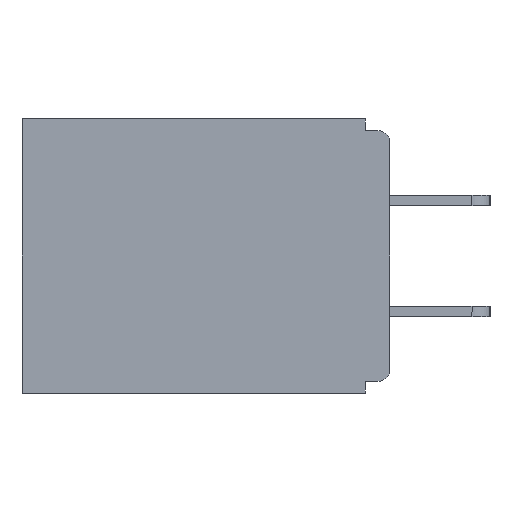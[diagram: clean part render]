
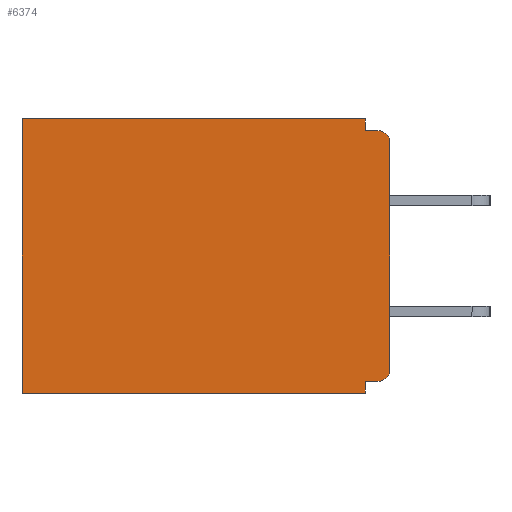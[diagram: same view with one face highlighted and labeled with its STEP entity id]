
A CAD part, left-side view. The second image highlights one B-rep face of the part: STEP entity #6374.
In plain terms, the highlighted planar face has unit normal (-1, 0, 0).
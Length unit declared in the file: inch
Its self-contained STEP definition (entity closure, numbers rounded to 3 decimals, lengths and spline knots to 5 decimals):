
#300 = VERTEX_POINT ( 'NONE', #10991 ) ;
#357 = CARTESIAN_POINT ( 'NONE',  ( 0.298, 0., -0.015 ) ) ;
#427 = LINE ( 'NONE', #357, #21819 ) ;
#492 = ORIENTED_EDGE ( 'NONE', *, *, #4332, .F. ) ;
#1661 = CARTESIAN_POINT ( 'NONE',  ( 0.298, 0.031, -0.328 ) ) ;
#1744 = CARTESIAN_POINT ( 'NONE',  ( 0.298, 0., 0. ) ) ;
#1866 = ORIENTED_EDGE ( 'NONE', *, *, #12239, .T. ) ;
#1985 = VERTEX_POINT ( 'NONE', #13853 ) ;
#2136 = VERTEX_POINT ( 'NONE', #5516 ) ;
#2629 = CARTESIAN_POINT ( 'NONE',  ( 0.298, 0.031, -0.343 ) ) ;
#3186 = CIRCLE ( 'NONE', #7451, 0.015 ) ;
#4225 = CARTESIAN_POINT ( 'NONE',  ( 0.298, 0.015, -0.313 ) ) ;
#4332 = EDGE_CURVE ( 'NONE', #14825, #20111, #5002, .T. ) ;
#4583 = DIRECTION ( 'NONE',  ( 0., 0., -1. ) ) ;
#4619 = CARTESIAN_POINT ( 'NONE',  ( 0.298, 0.46, -0.343 ) ) ;
#5002 = LINE ( 'NONE', #10399, #20374 ) ;
#5347 = LINE ( 'NONE', #11397, #15757 ) ;
#5516 = CARTESIAN_POINT ( 'NONE',  ( 0.298, 0.031, 0. ) ) ;
#6004 = DIRECTION ( 'NONE',  ( 0., 0., -1. ) ) ;
#6200 = DIRECTION ( 'NONE',  ( 0., 0., -1. ) ) ;
#6374 = ADVANCED_FACE ( 'NONE', ( #10838 ), #13295, .F. ) ;
#6514 = DIRECTION ( 'NONE',  ( 0., 1., 0. ) ) ;
#6781 = VERTEX_POINT ( 'NONE', #4619 ) ;
#7029 = LINE ( 'NONE', #12026, #21530 ) ;
#7312 = CARTESIAN_POINT ( 'NONE',  ( 0.298, 0., 0. ) ) ;
#7321 = VERTEX_POINT ( 'NONE', #22716 ) ;
#7416 = EDGE_CURVE ( 'NONE', #23863, #6781, #7029, .T. ) ;
#7451 = AXIS2_PLACEMENT_3D ( 'NONE', #23681, #16274, #18147 ) ;
#7760 = EDGE_CURVE ( 'NONE', #10433, #9943, #427, .T. ) ;
#7793 = AXIS2_PLACEMENT_3D ( 'NONE', #4225, #13286, #18784 ) ;
#8000 = ORIENTED_EDGE ( 'NONE', *, *, #14599, .F. ) ;
#8113 = LINE ( 'NONE', #23194, #12204 ) ;
#8406 = ORIENTED_EDGE ( 'NONE', *, *, #20784, .T. ) ;
#8836 = CIRCLE ( 'NONE', #7793, 0.015 ) ;
#9164 = DIRECTION ( 'NONE',  ( 0., 1., 0. ) ) ;
#9214 = EDGE_CURVE ( 'NONE', #7321, #9943, #3186, .T. ) ;
#9943 = VERTEX_POINT ( 'NONE', #15241 ) ;
#10399 = CARTESIAN_POINT ( 'NONE',  ( 0.298, 0., -0.328 ) ) ;
#10433 = VERTEX_POINT ( 'NONE', #11088 ) ;
#10838 = FACE_OUTER_BOUND ( 'NONE', #20447, .T. ) ;
#10991 = CARTESIAN_POINT ( 'NONE',  ( 0.298, 0.46, 0. ) ) ;
#11088 = CARTESIAN_POINT ( 'NONE',  ( 0.298, 0.031, -0.015 ) ) ;
#11182 = DIRECTION ( 'NONE',  ( 1., 0., 0. ) ) ;
#11397 = CARTESIAN_POINT ( 'NONE',  ( 0.298, 0.46, 0. ) ) ;
#11400 = AXIS2_PLACEMENT_3D ( 'NONE', #16779, #11182, #11412 ) ;
#11412 = DIRECTION ( 'NONE',  ( 0., 0., -1. ) ) ;
#11856 = ORIENTED_EDGE ( 'NONE', *, *, #7416, .F. ) ;
#12026 = CARTESIAN_POINT ( 'NONE',  ( 0.298, 0., -0.343 ) ) ;
#12204 = VECTOR ( 'NONE', #4583, 39.37008 ) ;
#12239 = EDGE_CURVE ( 'NONE', #14825, #1985, #8836, .T. ) ;
#13286 = DIRECTION ( 'NONE',  ( -1., 0., 0. ) ) ;
#13295 = PLANE ( 'NONE',  #11400 ) ;
#13800 = EDGE_CURVE ( 'NONE', #2136, #10433, #17752, .T. ) ;
#13853 = CARTESIAN_POINT ( 'NONE',  ( 0.298, 0., -0.313 ) ) ;
#14599 = EDGE_CURVE ( 'NONE', #20111, #23863, #8113, .T. ) ;
#14825 = VERTEX_POINT ( 'NONE', #23580 ) ;
#15241 = CARTESIAN_POINT ( 'NONE',  ( 0.298, 0.015, -0.015 ) ) ;
#15648 = ORIENTED_EDGE ( 'NONE', *, *, #22525, .T. ) ;
#15757 = VECTOR ( 'NONE', #6200, 39.37008 ) ;
#15860 = ORIENTED_EDGE ( 'NONE', *, *, #9214, .T. ) ;
#16180 = CARTESIAN_POINT ( 'NONE',  ( 0.298, 0.031, -0.343 ) ) ;
#16235 = ORIENTED_EDGE ( 'NONE', *, *, #13800, .F. ) ;
#16274 = DIRECTION ( 'NONE',  ( -1., 0., 0. ) ) ;
#16387 = ORIENTED_EDGE ( 'NONE', *, *, #20130, .F. ) ;
#16596 = VECTOR ( 'NONE', #6004, 39.37008 ) ;
#16779 = CARTESIAN_POINT ( 'NONE',  ( 0.298, 0., 0. ) ) ;
#17298 = LINE ( 'NONE', #1744, #19036 ) ;
#17752 = LINE ( 'NONE', #2629, #16596 ) ;
#17770 = DIRECTION ( 'NONE',  ( 0., 1., 0. ) ) ;
#18043 = DIRECTION ( 'NONE',  ( 0., 0., -1. ) ) ;
#18147 = DIRECTION ( 'NONE',  ( 0., 0., -1. ) ) ;
#18784 = DIRECTION ( 'NONE',  ( 0., 0., -1. ) ) ;
#19036 = VECTOR ( 'NONE', #18043, 39.37008 ) ;
#19924 = VECTOR ( 'NONE', #9164, 39.37008 ) ;
#20111 = VERTEX_POINT ( 'NONE', #1661 ) ;
#20130 = EDGE_CURVE ( 'NONE', #7321, #1985, #17298, .T. ) ;
#20374 = VECTOR ( 'NONE', #6514, 39.37008 ) ;
#20447 = EDGE_LOOP ( 'NONE', ( #15860, #21737, #16235, #8406, #15648, #11856, #8000, #492, #1866, #16387 ) ) ;
#20456 = DIRECTION ( 'NONE',  ( 0., -1., 0. ) ) ;
#20518 = LINE ( 'NONE', #7312, #19924 ) ;
#20784 = EDGE_CURVE ( 'NONE', #2136, #300, #20518, .T. ) ;
#21530 = VECTOR ( 'NONE', #17770, 39.37008 ) ;
#21737 = ORIENTED_EDGE ( 'NONE', *, *, #7760, .F. ) ;
#21819 = VECTOR ( 'NONE', #20456, 39.37008 ) ;
#22525 = EDGE_CURVE ( 'NONE', #300, #6781, #5347, .T. ) ;
#22716 = CARTESIAN_POINT ( 'NONE',  ( 0.298, 0., -0.03 ) ) ;
#23194 = CARTESIAN_POINT ( 'NONE',  ( 0.298, 0.031, -0.343 ) ) ;
#23580 = CARTESIAN_POINT ( 'NONE',  ( 0.298, 0.015, -0.328 ) ) ;
#23681 = CARTESIAN_POINT ( 'NONE',  ( 0.298, 0.015, -0.03 ) ) ;
#23863 = VERTEX_POINT ( 'NONE', #16180 ) ;
